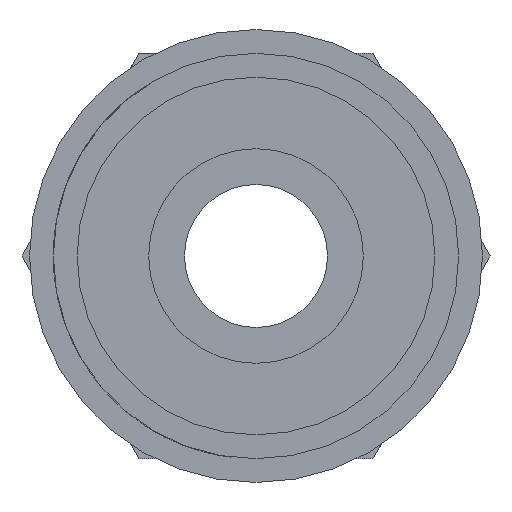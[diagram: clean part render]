
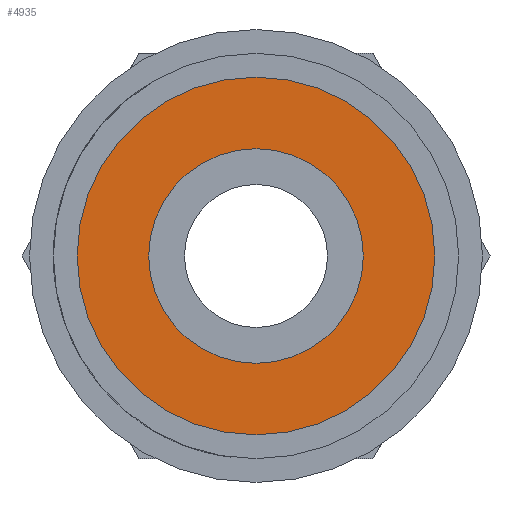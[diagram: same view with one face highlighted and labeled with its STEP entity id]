
A CAD part, left-side view. The second image highlights one B-rep face of the part: STEP entity #4935.
In plain terms, the highlighted planar face has unit normal (-1, 0, 0).
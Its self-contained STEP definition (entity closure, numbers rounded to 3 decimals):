
#19 = DIRECTION ( 'NONE',  ( -1., 0., 0. ) ) ;
#718 = DIRECTION ( 'NONE',  ( -1., 0., 0. ) ) ;
#968 = CIRCLE ( 'NONE', #2254, 7.5 ) ;
#1174 = ORIENTED_EDGE ( 'NONE', *, *, #7776, .F. ) ;
#1421 = CARTESIAN_POINT ( 'NONE',  ( 0., 0., 0. ) ) ;
#1484 = DIRECTION ( 'NONE',  ( -1., 0., 0. ) ) ;
#1744 = CARTESIAN_POINT ( 'NONE',  ( 0., 0., -4.5 ) ) ;
#1964 = CARTESIAN_POINT ( 'NONE',  ( 0., 0., 7.5 ) ) ;
#2030 = AXIS2_PLACEMENT_3D ( 'NONE', #6370, #6901, #2308 ) ;
#2064 = DIRECTION ( 'NONE',  ( 0., 0., 1. ) ) ;
#2118 = AXIS2_PLACEMENT_3D ( 'NONE', #7011, #6407, #8362 ) ;
#2254 = AXIS2_PLACEMENT_3D ( 'NONE', #1421, #718, #6813 ) ;
#2286 = VERTEX_POINT ( 'NONE', #5757 ) ;
#2308 = DIRECTION ( 'NONE',  ( 0., 0., 1. ) ) ;
#2651 = PLANE ( 'NONE',  #7924 ) ;
#3204 = ORIENTED_EDGE ( 'NONE', *, *, #7942, .T. ) ;
#3346 = EDGE_LOOP ( 'NONE', ( #1174, #6869 ) ) ;
#3965 = ORIENTED_EDGE ( 'NONE', *, *, #7724, .T. ) ;
#4101 = CIRCLE ( 'NONE', #2118, 7.5 ) ;
#4713 = CIRCLE ( 'NONE', #2030, 4.5 ) ;
#4872 = CARTESIAN_POINT ( 'NONE',  ( 0., 0., 0. ) ) ;
#4935 = ADVANCED_FACE ( 'NONE', ( #5901, #7909 ), #2651, .T. ) ;
#5212 = EDGE_CURVE ( 'NONE', #6594, #2286, #4713, .T. ) ;
#5424 = CARTESIAN_POINT ( 'NONE',  ( 0., 0., 0. ) ) ;
#5502 = AXIS2_PLACEMENT_3D ( 'NONE', #4872, #19, #7548 ) ;
#5757 = CARTESIAN_POINT ( 'NONE',  ( 0., 0., 4.5 ) ) ;
#5847 = CARTESIAN_POINT ( 'NONE',  ( 0., 0., -7.5 ) ) ;
#5850 = VERTEX_POINT ( 'NONE', #5847 ) ;
#5901 = FACE_BOUND ( 'NONE', #3346, .T. ) ;
#5914 = EDGE_LOOP ( 'NONE', ( #3965, #3204 ) ) ;
#6087 = VERTEX_POINT ( 'NONE', #1964 ) ;
#6370 = CARTESIAN_POINT ( 'NONE',  ( 0., 0., 0. ) ) ;
#6407 = DIRECTION ( 'NONE',  ( -1., 0., 0. ) ) ;
#6594 = VERTEX_POINT ( 'NONE', #1744 ) ;
#6813 = DIRECTION ( 'NONE',  ( 0., 0., 1. ) ) ;
#6869 = ORIENTED_EDGE ( 'NONE', *, *, #5212, .F. ) ;
#6901 = DIRECTION ( 'NONE',  ( -1., 0., 0. ) ) ;
#7011 = CARTESIAN_POINT ( 'NONE',  ( 0., 0., 0. ) ) ;
#7548 = DIRECTION ( 'NONE',  ( 0., 0., 1. ) ) ;
#7724 = EDGE_CURVE ( 'NONE', #6087, #5850, #968, .T. ) ;
#7728 = CIRCLE ( 'NONE', #5502, 4.5 ) ;
#7776 = EDGE_CURVE ( 'NONE', #2286, #6594, #7728, .T. ) ;
#7909 = FACE_OUTER_BOUND ( 'NONE', #5914, .T. ) ;
#7924 = AXIS2_PLACEMENT_3D ( 'NONE', #5424, #1484, #2064 ) ;
#7942 = EDGE_CURVE ( 'NONE', #5850, #6087, #4101, .T. ) ;
#8362 = DIRECTION ( 'NONE',  ( 0., 0., 1. ) ) ;
